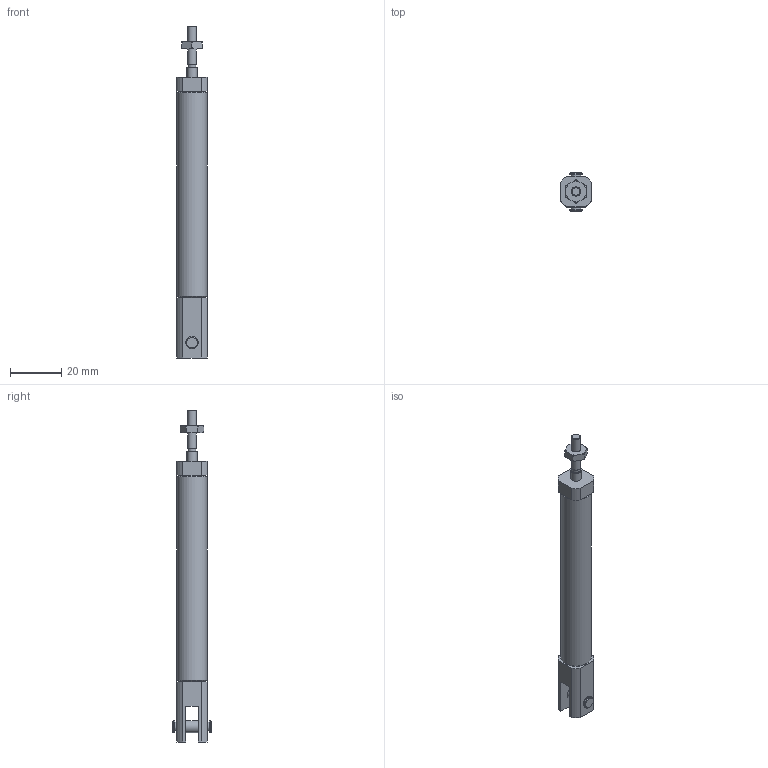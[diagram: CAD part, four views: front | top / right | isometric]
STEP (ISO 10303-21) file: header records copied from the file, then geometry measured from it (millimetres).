
FILE_DESCRIPTION(/* description */ (''),/* implementation_level */ '2;1');
FILE_NAME(/* name */ 'Cylinder, Air Push, Spring Return.iam.step',/* time_stamp */ '2020-04-16T23:34:59-04:00',/* author */ ('Jordan'),/* organization */ (''),/* preprocessor_version */ 'ST-DEVELOPER v17',/* originating_system */ 'Autodesk Inventor 2019',/* authorisation */ '');
FILE_SCHEMA (('AUTOMOTIVE_DESIGN { 1 0 10303 214 3 1 1 }'));
Length unit declared in the file: millimetre
Products named in the file (4): Cylinder, Air Push, Spring Return; Nut 8-32 Hex; Body; Rod
Assembly tree (3 placements, depth 2):
  Cylinder, Air Push, Spring Return
    Nut 8-32 Hex
    Body
    Rod
Bounding box: 11.94 x 14.99 x 130.05 mm (x, y, z)
Volume: 9121.2 mm3; surface area: 8724.4 mm2
Topology: 3 solids, 3 shells, 79 faces, 211 edges, 150 vertices
Faces by surface type: plane 36, cylinder 22, torus 12, cone 9
Full cylindrical faces by diameter (mm): 3.1 x1, 3.505 x2, 3.734 x2, 4 x2, 4.78 x3, 4.83 x1, 10 x2, 11.94 x1
Entity records: 2918 total; most frequent: CARTESIAN_POINT 703, DIRECTION 461, ORIENTED_EDGE 422, EDGE_CURVE 211, AXIS2_PLACEMENT_3D 188, VERTEX_POINT 150, CIRCLE 102, EDGE_LOOP 95
